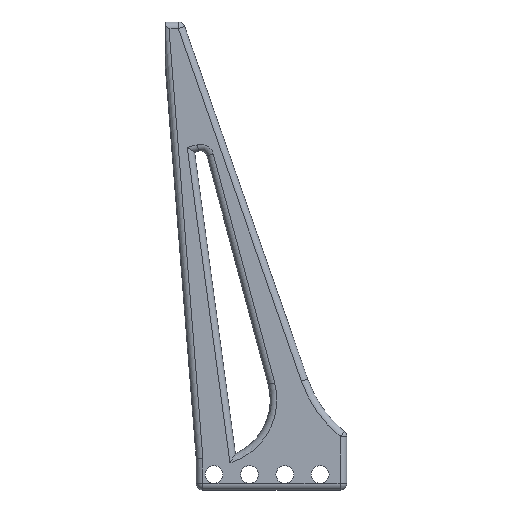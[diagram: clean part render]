
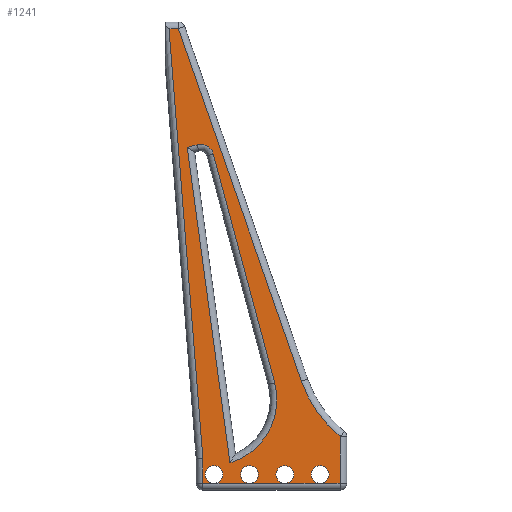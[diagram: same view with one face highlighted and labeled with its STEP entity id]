
A CAD part, front view. The second image highlights one B-rep face of the part: STEP entity #1241.
In plain terms, the highlighted planar face has unit normal (0, -1, 0).
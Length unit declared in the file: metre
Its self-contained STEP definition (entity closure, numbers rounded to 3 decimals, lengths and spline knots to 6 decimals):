
#112=LINE('',#2043,#209);
#113=LINE('',#2048,#210);
#114=LINE('',#2052,#211);
#115=LINE('',#2053,#212);
#116=LINE('',#2056,#213);
#117=LINE('',#2058,#214);
#118=LINE('',#2060,#215);
#119=LINE('',#2062,#216);
#120=LINE('',#2063,#217);
#121=LINE('',#2064,#218);
#122=LINE('',#2065,#219);
#123=LINE('',#2066,#220);
#124=LINE('',#2068,#221);
#209=VECTOR('',#1600,1.);
#210=VECTOR('',#1603,1.);
#211=VECTOR('',#1606,1.);
#212=VECTOR('',#1607,1.);
#213=VECTOR('',#1608,1.);
#214=VECTOR('',#1609,1.);
#215=VECTOR('',#1610,1.);
#216=VECTOR('',#1611,1.);
#217=VECTOR('',#1612,1.);
#218=VECTOR('',#1613,1.);
#219=VECTOR('',#1614,1.);
#220=VECTOR('',#1615,1.);
#221=VECTOR('',#1616,1.);
#268=PLANE('',#1352);
#363=ORIENTED_EDGE('',*,*,#733,.T.);
#364=ORIENTED_EDGE('',*,*,#734,.T.);
#365=ORIENTED_EDGE('',*,*,#735,.T.);
#366=ORIENTED_EDGE('',*,*,#736,.T.);
#367=ORIENTED_EDGE('',*,*,#737,.T.);
#368=ORIENTED_EDGE('',*,*,#738,.T.);
#369=ORIENTED_EDGE('',*,*,#739,.T.);
#370=ORIENTED_EDGE('',*,*,#740,.T.);
#371=ORIENTED_EDGE('',*,*,#741,.T.);
#372=ORIENTED_EDGE('',*,*,#742,.T.);
#373=ORIENTED_EDGE('',*,*,#721,.F.);
#374=ORIENTED_EDGE('',*,*,#743,.T.);
#375=ORIENTED_EDGE('',*,*,#731,.F.);
#376=ORIENTED_EDGE('',*,*,#744,.T.);
#377=ORIENTED_EDGE('',*,*,#725,.F.);
#378=ORIENTED_EDGE('',*,*,#745,.T.);
#379=ORIENTED_EDGE('',*,*,#723,.F.);
#380=ORIENTED_EDGE('',*,*,#746,.T.);
#381=ORIENTED_EDGE('',*,*,#747,.T.);
#382=ORIENTED_EDGE('',*,*,#748,.T.);
#721=EDGE_CURVE('',#905,#905,#963,.T.);
#723=EDGE_CURVE('',#907,#907,#965,.T.);
#725=EDGE_CURVE('',#909,#909,#967,.T.);
#731=EDGE_CURVE('',#914,#914,#969,.T.);
#733=EDGE_CURVE('',#916,#917,#112,.F.);
#734=EDGE_CURVE('',#917,#918,#971,.F.);
#735=EDGE_CURVE('',#918,#919,#113,.F.);
#736=EDGE_CURVE('',#919,#920,#972,.F.);
#737=EDGE_CURVE('',#920,#916,#114,.F.);
#738=EDGE_CURVE('',#921,#922,#115,.F.);
#739=EDGE_CURVE('',#922,#923,#116,.T.);
#740=EDGE_CURVE('',#923,#924,#117,.T.);
#741=EDGE_CURVE('',#924,#925,#118,.T.);
#742=EDGE_CURVE('',#925,#905,#119,.F.);
#743=EDGE_CURVE('',#905,#914,#120,.F.);
#744=EDGE_CURVE('',#914,#909,#121,.F.);
#745=EDGE_CURVE('',#909,#907,#122,.F.);
#746=EDGE_CURVE('',#907,#926,#123,.F.);
#747=EDGE_CURVE('',#926,#927,#124,.F.);
#748=EDGE_CURVE('',#927,#921,#973,.F.);
#905=VERTEX_POINT('',#2016);
#907=VERTEX_POINT('',#2021);
#909=VERTEX_POINT('',#2026);
#914=VERTEX_POINT('',#2039);
#916=VERTEX_POINT('',#2044);
#917=VERTEX_POINT('',#2045);
#918=VERTEX_POINT('',#2047);
#919=VERTEX_POINT('',#2049);
#920=VERTEX_POINT('',#2051);
#921=VERTEX_POINT('',#2054);
#922=VERTEX_POINT('',#2055);
#923=VERTEX_POINT('',#2057);
#924=VERTEX_POINT('',#2059);
#925=VERTEX_POINT('',#2061);
#926=VERTEX_POINT('',#2067);
#927=VERTEX_POINT('',#2069);
#963=CIRCLE('',#1339,0.002);
#965=CIRCLE('',#1342,0.002);
#967=CIRCLE('',#1345,0.002);
#969=CIRCLE('',#1350,0.002);
#971=CIRCLE('',#1353,0.003);
#972=CIRCLE('',#1354,0.014881);
#973=CIRCLE('',#1355,0.02845);
#1045=EDGE_LOOP('',(#363,#364,#365,#366,#367));
#1046=EDGE_LOOP('',(#368,#369,#370,#371,#372,#373,#374,#375,#376,#377,#378,
#379,#380,#381,#382));
#1130=FACE_BOUND('',#1045,.T.);
#1131=FACE_BOUND('',#1046,.T.);
#1241=ADVANCED_FACE('',(#1130,#1131),#268,.T.);
#1339=AXIS2_PLACEMENT_3D('',#2015,#1569,#1570);
#1342=AXIS2_PLACEMENT_3D('',#2020,#1575,#1576);
#1345=AXIS2_PLACEMENT_3D('',#2025,#1581,#1582);
#1350=AXIS2_PLACEMENT_3D('',#2038,#1594,#1595);
#1352=AXIS2_PLACEMENT_3D('',#2042,#1598,#1599);
#1353=AXIS2_PLACEMENT_3D('',#2046,#1601,#1602);
#1354=AXIS2_PLACEMENT_3D('',#2050,#1604,#1605);
#1355=AXIS2_PLACEMENT_3D('',#2070,#1617,#1618);
#1569=DIRECTION('',(0.,-1.,0.));
#1570=DIRECTION('',(0.,0.,-1.));
#1575=DIRECTION('',(0.,-1.,0.));
#1576=DIRECTION('',(0.,0.,-1.));
#1581=DIRECTION('',(0.,-1.,0.));
#1582=DIRECTION('',(0.,0.,-1.));
#1594=DIRECTION('',(0.,-1.,0.));
#1595=DIRECTION('',(0.,0.,-1.));
#1598=DIRECTION('',(0.,-1.,0.));
#1599=DIRECTION('',(1.,0.,0.));
#1600=DIRECTION('',(-0.966,0.,-0.259));
#1601=DIRECTION('',(0.,-1.,0.));
#1602=DIRECTION('',(0.,0.,-1.));
#1603=DIRECTION('',(-0.259,0.,0.966));
#1604=DIRECTION('',(0.,-1.,0.));
#1605=DIRECTION('',(0.,0.,-1.));
#1606=DIRECTION('',(0.134,0.,-0.991));
#1607=DIRECTION('',(0.33,0.,-0.944));
#1608=DIRECTION('',(-1.,0.,0.));
#1609=DIRECTION('',(0.079,0.,-0.997));
#1610=DIRECTION('',(0.,0.,-1.));
#1611=DIRECTION('',(-1.,0.,0.));
#1612=DIRECTION('',(-1.,0.,0.));
#1613=DIRECTION('',(-1.,0.,0.));
#1614=DIRECTION('',(-1.,0.,0.));
#1615=DIRECTION('',(-1.,0.,0.));
#1616=DIRECTION('',(0.,0.,-1.));
#1617=DIRECTION('',(0.,-1.,0.));
#1618=DIRECTION('',(0.,0.,-1.));
#2015=CARTESIAN_POINT('',(0.016,-0.007609,0.053445));
#2016=CARTESIAN_POINT('',(0.016,-0.007609,0.051445));
#2020=CARTESIAN_POINT('',(0.04,-0.007609,0.053445));
#2021=CARTESIAN_POINT('',(0.04,-0.007609,0.051445));
#2025=CARTESIAN_POINT('',(0.032,-0.007609,0.053445));
#2026=CARTESIAN_POINT('',(0.032,-0.007609,0.051445));
#2038=CARTESIAN_POINT('',(0.024,-0.007609,0.053445));
#2039=CARTESIAN_POINT('',(0.024,-0.007609,0.051445));
#2042=CARTESIAN_POINT('',(0.0255,-0.007609,0.102811));
#2043=CARTESIAN_POINT('',(0.018325,-0.007609,0.12959));
#2044=CARTESIAN_POINT('',(0.009965,-0.007609,0.12735));
#2045=CARTESIAN_POINT('',(0.012198,-0.007609,0.127948));
#2046=CARTESIAN_POINT('',(0.012974,-0.007609,0.12505));
#2047=CARTESIAN_POINT('',(0.015872,-0.007609,0.125827));
#2048=CARTESIAN_POINT('',(0.022271,-0.007609,0.101946));
#2049=CARTESIAN_POINT('',(0.029711,-0.007609,0.074178));
#2050=CARTESIAN_POINT('',(0.015337,-0.007609,0.070327));
#2051=CARTESIAN_POINT('',(0.019605,-0.007609,0.05607));
#2052=CARTESIAN_POINT('',(0.013503,-0.007609,0.101189));
#2053=CARTESIAN_POINT('',(0.025841,-0.007609,0.10293));
#2054=CARTESIAN_POINT('',(0.035771,-0.007609,0.074511));
#2055=CARTESIAN_POINT('',(0.007935,-0.007609,0.154177));
#2056=CARTESIAN_POINT('',(0.0255,-0.007609,0.154177));
#2057=CARTESIAN_POINT('',(0.005834,-0.007609,0.154177));
#2058=CARTESIAN_POINT('',(0.013495,-0.007609,0.057063));
#2059=CARTESIAN_POINT('',(0.0135,-0.007609,0.057004));
#2060=CARTESIAN_POINT('',(0.0135,-0.007609,0.051445));
#2061=CARTESIAN_POINT('',(0.0135,-0.007609,0.051445));
#2062=CARTESIAN_POINT('',(0.0255,-0.007609,0.051445));
#2063=CARTESIAN_POINT('',(0.0255,-0.007609,0.051445));
#2064=CARTESIAN_POINT('',(0.0255,-0.007609,0.051445));
#2065=CARTESIAN_POINT('',(0.0255,-0.007609,0.051445));
#2066=CARTESIAN_POINT('',(0.0255,-0.007609,0.051445));
#2067=CARTESIAN_POINT('',(0.0445,-0.007609,0.051445));
#2068=CARTESIAN_POINT('',(0.0445,-0.007609,0.102811));
#2069=CARTESIAN_POINT('',(0.0445,-0.007609,0.061969));
#2070=CARTESIAN_POINT('',(0.062628,-0.007609,0.083895));
